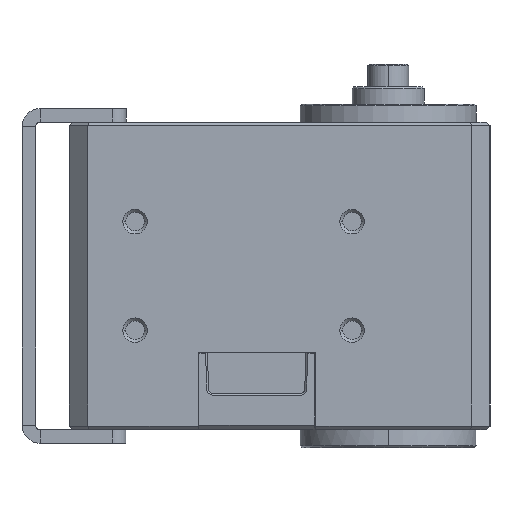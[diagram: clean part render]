
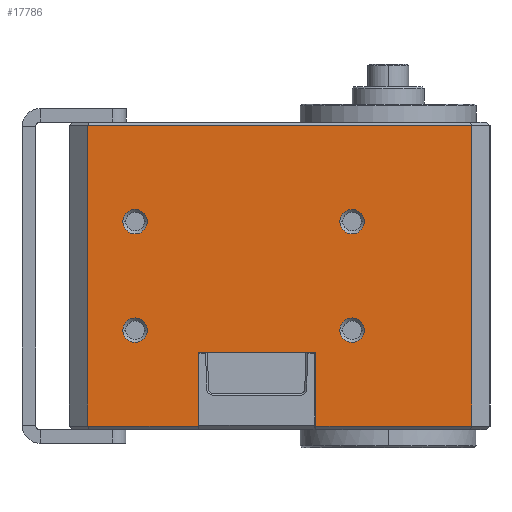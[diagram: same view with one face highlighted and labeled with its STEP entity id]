
A CAD part, front view. The second image highlights one B-rep face of the part: STEP entity #17786.
In plain terms, the highlighted face is planar.
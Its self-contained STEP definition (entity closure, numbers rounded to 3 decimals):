
#175 = VECTOR ( 'NONE', #13066, 1000. ) ;
#554 = CARTESIAN_POINT ( 'NONE',  ( 14.25, -2.65, -6. ) ) ;
#972 = CARTESIAN_POINT ( 'NONE',  ( 14.25, -29.35, 6. ) ) ;
#1287 = VERTEX_POINT ( 'NONE', #4440 ) ;
#1462 = LINE ( 'NONE', #28143, #12684 ) ;
#1556 = EDGE_CURVE ( 'NONE', #24294, #12470, #3453, .T. ) ;
#1762 = DIRECTION ( 'NONE',  ( 1., 0., 0. ) ) ;
#1766 = VECTOR ( 'NONE', #28029, 1000. ) ;
#2188 = DIRECTION ( 'NONE',  ( 0., -1., 0. ) ) ;
#2397 = CARTESIAN_POINT ( 'NONE',  ( 14.25, -33.25, -16.6 ) ) ;
#2535 = CARTESIAN_POINT ( 'NONE',  ( 14.25, 9.25, -16.6 ) ) ;
#3090 = LINE ( 'NONE', #21277, #31916 ) ;
#3453 = LINE ( 'NONE', #9754, #22708 ) ;
#3851 = CIRCLE ( 'NONE', #5731, 1.35 ) ;
#4011 = AXIS2_PLACEMENT_3D ( 'NONE', #33446, #14772, #6374 ) ;
#4302 = LINE ( 'NONE', #37072, #28356 ) ;
#4440 = CARTESIAN_POINT ( 'NONE',  ( 14.25, -21., -8.5 ) ) ;
#4452 = VERTEX_POINT ( 'NONE', #23202 ) ;
#4624 = EDGE_CURVE ( 'NONE', #11199, #31691, #7549, .T. ) ;
#4939 = CARTESIAN_POINT ( 'NONE',  ( 14.25, 9.25, -16.6 ) ) ;
#5053 = EDGE_CURVE ( 'NONE', #5862, #36728, #7601, .T. ) ;
#5467 = CARTESIAN_POINT ( 'NONE',  ( 14.25, -4., -6. ) ) ;
#5483 = EDGE_CURVE ( 'NONE', #36728, #5862, #33206, .T. ) ;
#5580 = DIRECTION ( 'NONE',  ( 0., -1., 0. ) ) ;
#5638 = AXIS2_PLACEMENT_3D ( 'NONE', #13035, #37148, #24732 ) ;
#5731 = AXIS2_PLACEMENT_3D ( 'NONE', #23556, #23369, #5580 ) ;
#5862 = VERTEX_POINT ( 'NONE', #972 ) ;
#6114 = ORIENTED_EDGE ( 'NONE', *, *, #5483, .F. ) ;
#6374 = DIRECTION ( 'NONE',  ( 0., 1., 0. ) ) ;
#7110 = DIRECTION ( 'NONE',  ( 1., 0., 0. ) ) ;
#7525 = AXIS2_PLACEMENT_3D ( 'NONE', #38145, #17146, #23198 ) ;
#7549 = CIRCLE ( 'NONE', #5638, 1.35 ) ;
#7601 = CIRCLE ( 'NONE', #29345, 1.35 ) ;
#7772 = DIRECTION ( 'NONE',  ( 1., 0., 0. ) ) ;
#7834 = CARTESIAN_POINT ( 'NONE',  ( 14.25, -4., 6. ) ) ;
#8087 = EDGE_LOOP ( 'NONE', ( #30151, #8334, #17097, #22313, #24455, #31839, #9262, #31732 ) ) ;
#8092 = CIRCLE ( 'NONE', #29854, 1.35 ) ;
#8334 = ORIENTED_EDGE ( 'NONE', *, *, #36321, .T. ) ;
#8505 = ORIENTED_EDGE ( 'NONE', *, *, #33983, .F. ) ;
#8804 = CIRCLE ( 'NONE', #7525, 1.35 ) ;
#9262 = ORIENTED_EDGE ( 'NONE', *, *, #14660, .T. ) ;
#9318 = CARTESIAN_POINT ( 'NONE',  ( 14.25, -8., -16.6 ) ) ;
#9550 = ORIENTED_EDGE ( 'NONE', *, *, #19014, .F. ) ;
#9754 = CARTESIAN_POINT ( 'NONE',  ( 14.25, 9.25, 16.6 ) ) ;
#9841 = FACE_BOUND ( 'NONE', #34260, .T. ) ;
#10217 = DIRECTION ( 'NONE',  ( 0., 1., 0. ) ) ;
#10236 = ORIENTED_EDGE ( 'NONE', *, *, #4624, .F. ) ;
#10400 = DIRECTION ( 'NONE',  ( 0., 0., 1. ) ) ;
#11199 = VERTEX_POINT ( 'NONE', #16544 ) ;
#11574 = DIRECTION ( 'NONE',  ( 1., 0., 0. ) ) ;
#11749 = CARTESIAN_POINT ( 'NONE',  ( 14.25, -28., 6. ) ) ;
#12177 = FACE_OUTER_BOUND ( 'NONE', #8087, .T. ) ;
#12270 = VERTEX_POINT ( 'NONE', #4939 ) ;
#12428 = VERTEX_POINT ( 'NONE', #29401 ) ;
#12470 = VERTEX_POINT ( 'NONE', #30145 ) ;
#12684 = VECTOR ( 'NONE', #24714, 1000. ) ;
#13035 = CARTESIAN_POINT ( 'NONE',  ( 14.25, -4., 6. ) ) ;
#13066 = DIRECTION ( 'NONE',  ( 0., 1., 0. ) ) ;
#13622 = DIRECTION ( 'NONE',  ( 0., 1., 0. ) ) ;
#14068 = EDGE_CURVE ( 'NONE', #16344, #30640, #3851, .T. ) ;
#14083 = DIRECTION ( 'NONE',  ( 1., 0., 0. ) ) ;
#14660 = EDGE_CURVE ( 'NONE', #12270, #24294, #34740, .T. ) ;
#14772 = DIRECTION ( 'NONE',  ( 1., 0., 0. ) ) ;
#14873 = VERTEX_POINT ( 'NONE', #2397 ) ;
#15697 = VERTEX_POINT ( 'NONE', #9318 ) ;
#15807 = CARTESIAN_POINT ( 'NONE',  ( 14.25, -8., -16.6 ) ) ;
#16203 = CARTESIAN_POINT ( 'NONE',  ( 14.25, -33.25, -16.6 ) ) ;
#16344 = VERTEX_POINT ( 'NONE', #17951 ) ;
#16544 = CARTESIAN_POINT ( 'NONE',  ( 14.25, -5.35, 6. ) ) ;
#16824 = VERTEX_POINT ( 'NONE', #31466 ) ;
#17097 = ORIENTED_EDGE ( 'NONE', *, *, #27700, .F. ) ;
#17146 = DIRECTION ( 'NONE',  ( 1., 0., 0. ) ) ;
#17497 = ORIENTED_EDGE ( 'NONE', *, *, #5053, .F. ) ;
#17503 = CARTESIAN_POINT ( 'NONE',  ( 14.25, -2.65, 6. ) ) ;
#17786 = ADVANCED_FACE ( 'NONE', ( #9841, #33573, #21144, #36106, #12177 ), #29892, .T. ) ;
#17951 = CARTESIAN_POINT ( 'NONE',  ( 14.25, -5.35, -6. ) ) ;
#18687 = EDGE_CURVE ( 'NONE', #30640, #16344, #8092, .T. ) ;
#19014 = EDGE_CURVE ( 'NONE', #16824, #12428, #8804, .T. ) ;
#19341 = LINE ( 'NONE', #36659, #36136 ) ;
#20226 = EDGE_LOOP ( 'NONE', ( #8505, #9550 ) ) ;
#21144 = FACE_BOUND ( 'NONE', #20226, .T. ) ;
#21277 = CARTESIAN_POINT ( 'NONE',  ( 14.25, -8., -8.5 ) ) ;
#21365 = EDGE_CURVE ( 'NONE', #15697, #12270, #36610, .T. ) ;
#21636 = DIRECTION ( 'NONE',  ( 0., -1., 0. ) ) ;
#22313 = ORIENTED_EDGE ( 'NONE', *, *, #33083, .F. ) ;
#22413 = CARTESIAN_POINT ( 'NONE',  ( 14.25, 9.25, 16.6 ) ) ;
#22452 = CARTESIAN_POINT ( 'NONE',  ( 14.25, -21., -16.6 ) ) ;
#22708 = VECTOR ( 'NONE', #21636, 1000. ) ;
#23198 = DIRECTION ( 'NONE',  ( 0., -1., 0. ) ) ;
#23202 = CARTESIAN_POINT ( 'NONE',  ( 14.25, -8., -8.5 ) ) ;
#23369 = DIRECTION ( 'NONE',  ( 1., 0., 0. ) ) ;
#23556 = CARTESIAN_POINT ( 'NONE',  ( 14.25, -4., -6. ) ) ;
#24294 = VERTEX_POINT ( 'NONE', #22413 ) ;
#24455 = ORIENTED_EDGE ( 'NONE', *, *, #32235, .F. ) ;
#24599 = AXIS2_PLACEMENT_3D ( 'NONE', #7834, #1762, #34705 ) ;
#24714 = DIRECTION ( 'NONE',  ( 0., 0., -1. ) ) ;
#24732 = DIRECTION ( 'NONE',  ( 0., -1., 0. ) ) ;
#24998 = CARTESIAN_POINT ( 'NONE',  ( 14.25, -35.25, -17. ) ) ;
#25093 = ORIENTED_EDGE ( 'NONE', *, *, #14068, .F. ) ;
#25694 = AXIS2_PLACEMENT_3D ( 'NONE', #28386, #7772, #13622 ) ;
#26103 = AXIS2_PLACEMENT_3D ( 'NONE', #24998, #7110, #10217 ) ;
#26982 = ORIENTED_EDGE ( 'NONE', *, *, #30194, .F. ) ;
#27167 = CARTESIAN_POINT ( 'NONE',  ( 14.25, -26.65, 6. ) ) ;
#27700 = EDGE_CURVE ( 'NONE', #1287, #30210, #1462, .T. ) ;
#28029 = DIRECTION ( 'NONE',  ( 0., 1., 0. ) ) ;
#28143 = CARTESIAN_POINT ( 'NONE',  ( 14.25, -21., -8.5 ) ) ;
#28356 = VECTOR ( 'NONE', #31239, 1000. ) ;
#28386 = CARTESIAN_POINT ( 'NONE',  ( 14.25, -28., 6. ) ) ;
#28865 = VECTOR ( 'NONE', #37827, 1000. ) ;
#28916 = CIRCLE ( 'NONE', #24599, 1.35 ) ;
#29345 = AXIS2_PLACEMENT_3D ( 'NONE', #11749, #14083, #37801 ) ;
#29401 = CARTESIAN_POINT ( 'NONE',  ( 14.25, -26.65, -6. ) ) ;
#29449 = DIRECTION ( 'NONE',  ( 0., 1., 0. ) ) ;
#29854 = AXIS2_PLACEMENT_3D ( 'NONE', #5467, #11574, #29449 ) ;
#29892 = PLANE ( 'NONE',  #26103 ) ;
#30145 = CARTESIAN_POINT ( 'NONE',  ( 14.25, -33.25, 16.6 ) ) ;
#30151 = ORIENTED_EDGE ( 'NONE', *, *, #36884, .F. ) ;
#30194 = EDGE_CURVE ( 'NONE', #31691, #11199, #28916, .T. ) ;
#30210 = VERTEX_POINT ( 'NONE', #22452 ) ;
#30640 = VERTEX_POINT ( 'NONE', #554 ) ;
#31012 = LINE ( 'NONE', #16203, #1766 ) ;
#31239 = DIRECTION ( 'NONE',  ( 0., 0., 1. ) ) ;
#31466 = CARTESIAN_POINT ( 'NONE',  ( 14.25, -29.35, -6. ) ) ;
#31691 = VERTEX_POINT ( 'NONE', #17503 ) ;
#31732 = ORIENTED_EDGE ( 'NONE', *, *, #1556, .T. ) ;
#31839 = ORIENTED_EDGE ( 'NONE', *, *, #21365, .T. ) ;
#31916 = VECTOR ( 'NONE', #2188, 1000. ) ;
#32235 = EDGE_CURVE ( 'NONE', #15697, #4452, #19341, .T. ) ;
#32328 = ORIENTED_EDGE ( 'NONE', *, *, #18687, .F. ) ;
#33083 = EDGE_CURVE ( 'NONE', #4452, #1287, #3090, .T. ) ;
#33206 = CIRCLE ( 'NONE', #25694, 1.35 ) ;
#33446 = CARTESIAN_POINT ( 'NONE',  ( 14.25, -28., -6. ) ) ;
#33573 = FACE_BOUND ( 'NONE', #35251, .T. ) ;
#33901 = CIRCLE ( 'NONE', #4011, 1.35 ) ;
#33983 = EDGE_CURVE ( 'NONE', #12428, #16824, #33901, .T. ) ;
#34260 = EDGE_LOOP ( 'NONE', ( #32328, #25093 ) ) ;
#34705 = DIRECTION ( 'NONE',  ( 0., 1., 0. ) ) ;
#34740 = LINE ( 'NONE', #2535, #28865 ) ;
#35251 = EDGE_LOOP ( 'NONE', ( #6114, #17497 ) ) ;
#36106 = FACE_BOUND ( 'NONE', #37605, .T. ) ;
#36136 = VECTOR ( 'NONE', #10400, 1000. ) ;
#36321 = EDGE_CURVE ( 'NONE', #14873, #30210, #31012, .T. ) ;
#36610 = LINE ( 'NONE', #15807, #175 ) ;
#36659 = CARTESIAN_POINT ( 'NONE',  ( 14.25, -8., -16.6 ) ) ;
#36728 = VERTEX_POINT ( 'NONE', #27167 ) ;
#36884 = EDGE_CURVE ( 'NONE', #14873, #12470, #4302, .T. ) ;
#37072 = CARTESIAN_POINT ( 'NONE',  ( 14.25, -33.25, -16.6 ) ) ;
#37148 = DIRECTION ( 'NONE',  ( 1., 0., 0. ) ) ;
#37605 = EDGE_LOOP ( 'NONE', ( #26982, #10236 ) ) ;
#37801 = DIRECTION ( 'NONE',  ( 0., -1., 0. ) ) ;
#37827 = DIRECTION ( 'NONE',  ( 0., 0., 1. ) ) ;
#38145 = CARTESIAN_POINT ( 'NONE',  ( 14.25, -28., -6. ) ) ;
